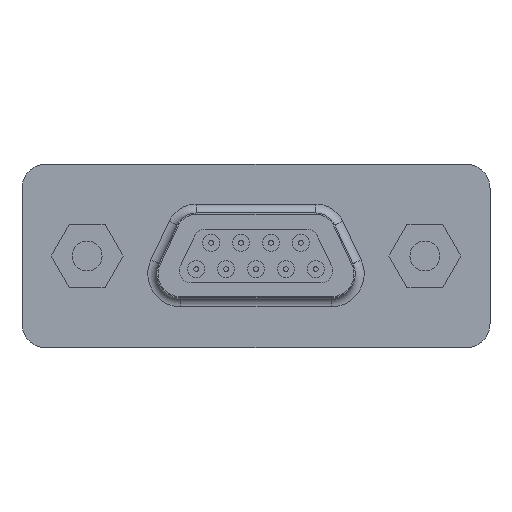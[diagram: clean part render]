
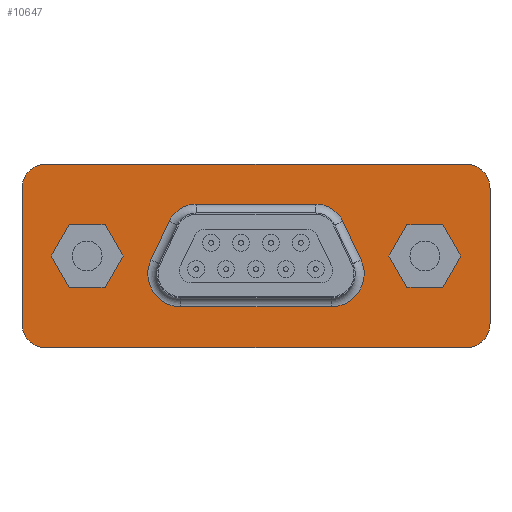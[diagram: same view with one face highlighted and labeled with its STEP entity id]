
A CAD part, left-side view. The second image highlights one B-rep face of the part: STEP entity #10647.
In plain terms, the highlighted planar face has unit normal (-1, 0, 0).
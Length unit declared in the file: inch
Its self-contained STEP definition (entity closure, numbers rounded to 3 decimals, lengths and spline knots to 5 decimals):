
#3820=CARTESIAN_POINT('',(-0.0075,-0.3515,-0.1135));
#3821=DIRECTION('',(-1.,0.,0.));
#3822=DIRECTION('',(0.,0.,-1.));
#3823=AXIS2_PLACEMENT_3D('',#3820,#3821,#3822);
#3829=DIRECTION('',(0.,-1.,0.));
#3830=VECTOR('',#3829,0.703);
#3831=CARTESIAN_POINT('',(-0.0075,0.3515,-0.1535));
#3832=LINE('',#3831,#3830);
#3841=CARTESIAN_POINT('',(-0.0075,0.3515,-0.1135));
#3842=DIRECTION('',(-1.,0.,0.));
#3843=DIRECTION('',(0.,1.,0.));
#3844=AXIS2_PLACEMENT_3D('',#3841,#3842,#3843);
#3858=CARTESIAN_POINT('',(-0.0075,0.3515,0.1135));
#3859=DIRECTION('',(-1.,0.,0.));
#3860=DIRECTION('',(0.,0.,1.));
#3861=AXIS2_PLACEMENT_3D('',#3858,#3859,#3860);
#3871=DIRECTION('',(0.,-1.,0.));
#3872=VECTOR('',#3871,0.703);
#3873=CARTESIAN_POINT('',(-0.0075,0.3515,0.1535));
#3874=LINE('',#3873,#3872);
#3879=CARTESIAN_POINT('',(-0.0075,-0.3515,0.1135));
#3880=DIRECTION('',(-1.,0.,0.));
#3881=DIRECTION('',(0.,-1.,0.));
#3882=AXIS2_PLACEMENT_3D('',#3879,#3880,#3881);
#3888=DIRECTION('',(0.,0.,-1.));
#3889=VECTOR('',#3888,0.227);
#3890=CARTESIAN_POINT('',(-0.0075,-0.3915,0.1135));
#3891=LINE('',#3890,#3889);
#3892=DIRECTION('',(0.,0.,-1.));
#3893=VECTOR('',#3892,0.227);
#3894=CARTESIAN_POINT('',(-0.0075,0.3915,0.1135));
#3895=LINE('',#3894,#3893);
#3968=DIRECTION('',(0.,0.5,0.866));
#3969=VECTOR('',#3968,0.06);
#3970=CARTESIAN_POINT('',(-0.0075,0.2225,0.));
#3971=LINE('',#3970,#3969);
#3972=DIRECTION('',(0.,1.,0.));
#3973=VECTOR('',#3972,0.06);
#3974=CARTESIAN_POINT('',(-0.0075,0.2525,0.05196));
#3975=LINE('',#3974,#3973);
#3976=DIRECTION('',(0.,0.5,-0.866));
#3977=VECTOR('',#3976,0.06);
#3978=CARTESIAN_POINT('',(-0.0075,0.3125,0.05196));
#3979=LINE('',#3978,#3977);
#3980=DIRECTION('',(0.,-0.5,-0.866));
#3981=VECTOR('',#3980,0.06);
#3982=CARTESIAN_POINT('',(-0.0075,0.3425,0.));
#3983=LINE('',#3982,#3981);
#3984=DIRECTION('',(0.,-1.,0.));
#3985=VECTOR('',#3984,0.06);
#3986=CARTESIAN_POINT('',(-0.0075,0.3125,-0.05196));
#3987=LINE('',#3986,#3985);
#3988=DIRECTION('',(0.,-0.5,0.866));
#3989=VECTOR('',#3988,0.06);
#3990=CARTESIAN_POINT('',(-0.0075,0.2525,-0.05196));
#3991=LINE('',#3990,#3989);
#3992=DIRECTION('',(0.,-0.5,-0.866));
#3993=VECTOR('',#3992,0.06);
#3994=CARTESIAN_POINT('',(-0.0075,-0.2225,0.));
#3995=LINE('',#3994,#3993);
#3996=DIRECTION('',(0.,-1.,0.));
#3997=VECTOR('',#3996,0.06);
#3998=CARTESIAN_POINT('',(-0.0075,-0.2525,-0.05196));
#3999=LINE('',#3998,#3997);
#4000=DIRECTION('',(0.,-0.5,0.866));
#4001=VECTOR('',#4000,0.06);
#4002=CARTESIAN_POINT('',(-0.0075,-0.3125,-0.05196));
#4003=LINE('',#4002,#4001);
#4004=DIRECTION('',(0.,0.5,0.866));
#4005=VECTOR('',#4004,0.06);
#4006=CARTESIAN_POINT('',(-0.0075,-0.3425,0.));
#4007=LINE('',#4006,#4005);
#4008=DIRECTION('',(0.,1.,0.));
#4009=VECTOR('',#4008,0.06);
#4010=CARTESIAN_POINT('',(-0.0075,-0.3125,0.05196));
#4011=LINE('',#4010,#4009);
#4012=DIRECTION('',(0.,0.5,-0.866));
#4013=VECTOR('',#4012,0.06);
#4014=CARTESIAN_POINT('',(-0.0075,-0.2525,0.05196));
#4015=LINE('',#4014,#4013);
#4360=DIRECTION('',(0.,-1.,0.));
#4361=VECTOR('',#4360,0.252);
#4362=CARTESIAN_POINT('',(-0.0075,0.126,-0.085));
#4363=LINE('',#4362,#4361);
#4373=CARTESIAN_POINT('',(-0.0075,0.126,-0.03));
#4374=DIRECTION('',(-1.,0.,0.));
#4375=DIRECTION('',(0.,0.905,0.426));
#4376=AXIS2_PLACEMENT_3D('',#4373,#4374,#4375);
#4388=DIRECTION('',(0.,0.426,-0.905));
#4389=VECTOR('',#4388,0.07169);
#4390=CARTESIAN_POINT('',(-0.0075,0.14524,0.05829));
#4391=LINE('',#4390,#4389);
#4401=CARTESIAN_POINT('',(-0.0075,0.1,0.037));
#4402=DIRECTION('',(-1.,0.,0.));
#4403=DIRECTION('',(0.,0.,1.));
#4404=AXIS2_PLACEMENT_3D('',#4401,#4402,#4403);
#4416=DIRECTION('',(0.,1.,0.));
#4417=VECTOR('',#4416,0.2);
#4418=CARTESIAN_POINT('',(-0.0075,-0.1,0.087));
#4419=LINE('',#4418,#4417);
#4429=CARTESIAN_POINT('',(-0.0075,-0.1,0.037));
#4430=DIRECTION('',(-1.,0.,0.));
#4431=DIRECTION('',(0.,-0.905,0.426));
#4432=AXIS2_PLACEMENT_3D('',#4429,#4430,#4431);
#4444=DIRECTION('',(0.,0.426,0.905));
#4445=VECTOR('',#4444,0.07169);
#4446=CARTESIAN_POINT('',(-0.0075,-0.17577,-0.00658));
#4447=LINE('',#4446,#4445);
#4457=CARTESIAN_POINT('',(-0.0075,-0.126,-0.03));
#4458=DIRECTION('',(-1.,0.,0.));
#4459=DIRECTION('',(0.,0.,-1.));
#4460=AXIS2_PLACEMENT_3D('',#4457,#4458,#4459);
#5402=CARTESIAN_POINT('',(-0.0075,0.14524,0.05829));
#5403=CARTESIAN_POINT('',(-0.0075,0.17577,-0.00658));
#5404=VERTEX_POINT('',#5402);
#5405=VERTEX_POINT('',#5403);
#5410=CARTESIAN_POINT('',(-0.0075,0.1,0.087));
#5411=VERTEX_POINT('',#5410);
#5414=CARTESIAN_POINT('',(-0.0075,-0.1,0.087));
#5415=VERTEX_POINT('',#5414);
#5418=CARTESIAN_POINT('',(-0.0075,-0.14524,
0.05829));
#5419=VERTEX_POINT('',#5418);
#5422=CARTESIAN_POINT('',(-0.0075,-0.17577,-0.00658));
#5423=VERTEX_POINT('',#5422);
#5426=CARTESIAN_POINT('',(-0.0075,-0.126,-0.085));
#5427=VERTEX_POINT('',#5426);
#5430=CARTESIAN_POINT('',(-0.0075,0.126,-0.085));
#5431=VERTEX_POINT('',#5430);
#5651=CARTESIAN_POINT('',(-0.0075,0.3515,0.1535));
#5653=VERTEX_POINT('',#5651);
#5654=CARTESIAN_POINT('',(-0.0075,0.3915,0.1135));
#5655=VERTEX_POINT('',#5654);
#5658=CARTESIAN_POINT('',(-0.0075,0.3515,-0.1535));
#5660=VERTEX_POINT('',#5658);
#5662=CARTESIAN_POINT('',(-0.0075,0.3915,-0.1135));
#5664=VERTEX_POINT('',#5662);
#5666=CARTESIAN_POINT('',(-0.0075,-0.3515,0.1535));
#5668=VERTEX_POINT('',#5666);
#5670=CARTESIAN_POINT('',(-0.0075,-0.3915,0.1135));
#5672=VERTEX_POINT('',#5670);
#5675=CARTESIAN_POINT('',(-0.0075,-0.3515,-0.1535));
#5677=VERTEX_POINT('',#5675);
#5678=CARTESIAN_POINT('',(-0.0075,-0.3915,-0.1135));
#5679=VERTEX_POINT('',#5678);
#6110=CARTESIAN_POINT('',(-0.0075,0.2225,0.));
#6111=CARTESIAN_POINT('',(-0.0075,0.2525,0.05196));
#6112=VERTEX_POINT('',#6110);
#6113=VERTEX_POINT('',#6111);
#6114=CARTESIAN_POINT('',(-0.0075,0.3125,0.05196));
#6115=VERTEX_POINT('',#6114);
#6116=CARTESIAN_POINT('',(-0.0075,0.3425,0.));
#6117=VERTEX_POINT('',#6116);
#6118=CARTESIAN_POINT('',(-0.0075,0.3125,-0.05196));
#6119=VERTEX_POINT('',#6118);
#6120=CARTESIAN_POINT('',(-0.0075,0.2525,-0.05196));
#6121=VERTEX_POINT('',#6120);
#6122=CARTESIAN_POINT('',(-0.0075,-0.2225,0.));
#6123=CARTESIAN_POINT('',(-0.0075,-0.2525,-0.05196));
#6124=VERTEX_POINT('',#6122);
#6125=VERTEX_POINT('',#6123);
#6126=CARTESIAN_POINT('',(-0.0075,-0.3125,-0.05196));
#6127=VERTEX_POINT('',#6126);
#6128=CARTESIAN_POINT('',(-0.0075,-0.3425,0.));
#6129=VERTEX_POINT('',#6128);
#6130=CARTESIAN_POINT('',(-0.0075,-0.3125,0.05196));
#6131=VERTEX_POINT('',#6130);
#6132=CARTESIAN_POINT('',(-0.0075,-0.2525,0.05196));
#6133=VERTEX_POINT('',#6132);
#10586=CARTESIAN_POINT('',(-0.0075,0.3915,0.1535));
#10587=DIRECTION('',(-1.,0.,0.));
#10588=DIRECTION('',(0.,-1.,0.));
#10589=AXIS2_PLACEMENT_3D('',#10586,#10587,#10588);
#10590=PLANE('',#10589);
#10591=ORIENTED_EDGE('',*,*,#10539,.F.);
#10592=ORIENTED_EDGE('',*,*,#10554,.T.);
#10593=ORIENTED_EDGE('',*,*,#10567,.F.);
#10594=ORIENTED_EDGE('',*,*,#10581,.T.);
#10595=ORIENTED_EDGE('',*,*,#10482,.F.);
#10596=ORIENTED_EDGE('',*,*,#10496,.F.);
#10597=ORIENTED_EDGE('',*,*,#10511,.F.);
#10598=ORIENTED_EDGE('',*,*,#10524,.F.);
#10599=EDGE_LOOP('',(#10591,#10592,#10593,#10594,#10595,#10596,#10597,#10598));
#10600=FACE_OUTER_BOUND('',#10599,.F.);
#10602=ORIENTED_EDGE('',*,*,#10601,.T.);
#10604=ORIENTED_EDGE('',*,*,#10603,.T.);
#10606=ORIENTED_EDGE('',*,*,#10605,.T.);
#10608=ORIENTED_EDGE('',*,*,#10607,.T.);
#10610=ORIENTED_EDGE('',*,*,#10609,.T.);
#10612=ORIENTED_EDGE('',*,*,#10611,.T.);
#10614=ORIENTED_EDGE('',*,*,#10613,.T.);
#10616=ORIENTED_EDGE('',*,*,#10615,.T.);
#10617=EDGE_LOOP('',(#10602,#10604,#10606,#10608,#10610,#10612,#10614,#10616));
#10618=FACE_BOUND('',#10617,.F.);
#10620=ORIENTED_EDGE('',*,*,#10619,.T.);
#10622=ORIENTED_EDGE('',*,*,#10621,.T.);
#10624=ORIENTED_EDGE('',*,*,#10623,.T.);
#10626=ORIENTED_EDGE('',*,*,#10625,.T.);
#10628=ORIENTED_EDGE('',*,*,#10627,.T.);
#10630=ORIENTED_EDGE('',*,*,#10629,.T.);
#10631=EDGE_LOOP('',(#10620,#10622,#10624,#10626,#10628,#10630));
#10632=FACE_BOUND('',#10631,.F.);
#10634=ORIENTED_EDGE('',*,*,#10633,.T.);
#10636=ORIENTED_EDGE('',*,*,#10635,.T.);
#10638=ORIENTED_EDGE('',*,*,#10637,.T.);
#10640=ORIENTED_EDGE('',*,*,#10639,.T.);
#10642=ORIENTED_EDGE('',*,*,#10641,.T.);
#10644=ORIENTED_EDGE('',*,*,#10643,.T.);
#10645=EDGE_LOOP('',(#10634,#10636,#10638,#10640,#10642,#10644));
#10646=FACE_BOUND('',#10645,.F.);
#10647=ADVANCED_FACE('',(#10600,#10618,#10632,#10646),#10590,.T.);
#3824=CIRCLE('',#3823,0.04);
#3845=CIRCLE('',#3844,0.04);
#3862=CIRCLE('',#3861,0.04);
#3883=CIRCLE('',#3882,0.04);
#4377=CIRCLE('',#4376,0.055);
#4405=CIRCLE('',#4404,0.05);
#4433=CIRCLE('',#4432,0.05);
#4461=CIRCLE('',#4460,0.055);
#10482=EDGE_CURVE('',#5677,#5679,#3824,.T.);
#10496=EDGE_CURVE('',#5660,#5677,#3832,.T.);
#10511=EDGE_CURVE('',#5664,#5660,#3845,.T.);
#10524=EDGE_CURVE('',#5655,#5664,#3895,.T.);
#10539=EDGE_CURVE('',#5653,#5655,#3862,.T.);
#10554=EDGE_CURVE('',#5653,#5668,#3874,.T.);
#10567=EDGE_CURVE('',#5672,#5668,#3883,.T.);
#10581=EDGE_CURVE('',#5672,#5679,#3891,.T.);
#10601=EDGE_CURVE('',#5404,#5405,#4391,.T.);
#10603=EDGE_CURVE('',#5405,#5431,#4377,.T.);
#10605=EDGE_CURVE('',#5431,#5427,#4363,.T.);
#10607=EDGE_CURVE('',#5427,#5423,#4461,.T.);
#10609=EDGE_CURVE('',#5423,#5419,#4447,.T.);
#10611=EDGE_CURVE('',#5419,#5415,#4433,.T.);
#10613=EDGE_CURVE('',#5415,#5411,#4419,.T.);
#10615=EDGE_CURVE('',#5411,#5404,#4405,.T.);
#10619=EDGE_CURVE('',#6112,#6113,#3971,.T.);
#10621=EDGE_CURVE('',#6113,#6115,#3975,.T.);
#10623=EDGE_CURVE('',#6115,#6117,#3979,.T.);
#10625=EDGE_CURVE('',#6117,#6119,#3983,.T.);
#10627=EDGE_CURVE('',#6119,#6121,#3987,.T.);
#10629=EDGE_CURVE('',#6121,#6112,#3991,.T.);
#10633=EDGE_CURVE('',#6124,#6125,#3995,.T.);
#10635=EDGE_CURVE('',#6125,#6127,#3999,.T.);
#10637=EDGE_CURVE('',#6127,#6129,#4003,.T.);
#10639=EDGE_CURVE('',#6129,#6131,#4007,.T.);
#10641=EDGE_CURVE('',#6131,#6133,#4011,.T.);
#10643=EDGE_CURVE('',#6133,#6124,#4015,.T.);
